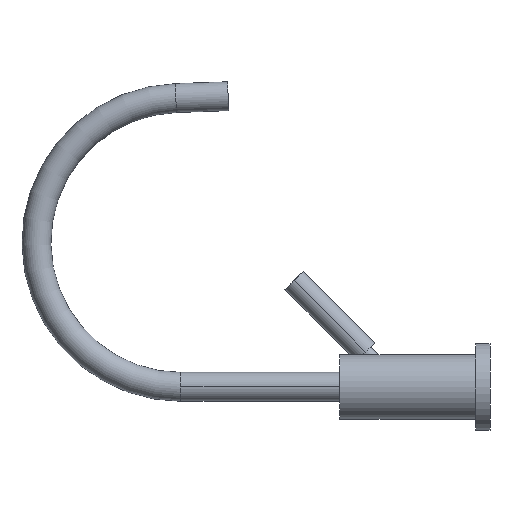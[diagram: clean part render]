
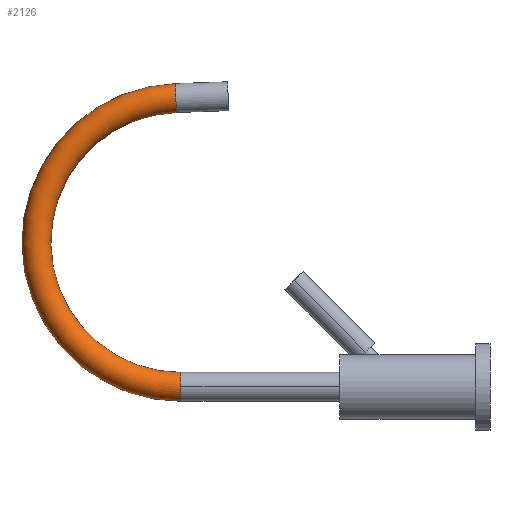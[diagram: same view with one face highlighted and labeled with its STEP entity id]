
A CAD part, left-side view. The second image highlights one B-rep face of the part: STEP entity #2126.
In plain terms, the highlighted toroidal (fillet/blend) face has major radius 100 mm and minor radius 10 mm.
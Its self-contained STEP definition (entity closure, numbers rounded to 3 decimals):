
#13 = VERTEX_POINT ( 'NONE', #410 ) ;
#15 = CARTESIAN_POINT ( 'NONE',  ( 0., 110., 0. ) ) ;
#85 = DIRECTION ( 'NONE',  ( -1., 0., 0. ) ) ;
#276 = DIRECTION ( 'NONE',  ( 0., 0., 1. ) ) ;
#358 = CIRCLE ( 'NONE', #2389, 10. ) ;
#394 = DIRECTION ( 'NONE',  ( 0., 0., 1. ) ) ;
#406 = DIRECTION ( 'NONE',  ( -1., 0., 0. ) ) ;
#410 = CARTESIAN_POINT ( 'NONE',  ( 209.933, 113.839, 0. ) ) ;
#481 = VERTEX_POINT ( 'NONE', #2048 ) ;
#620 = DIRECTION ( 'NONE',  ( 0., 0., -1. ) ) ;
#734 = ORIENTED_EDGE ( 'NONE', *, *, #2374, .T. ) ;
#781 = CARTESIAN_POINT ( 'NONE',  ( 10., 110., 0. ) ) ;
#790 = AXIS2_PLACEMENT_3D ( 'NONE', #2260, #1149, #2485 ) ;
#833 = ORIENTED_EDGE ( 'NONE', *, *, #1825, .F. ) ;
#900 = DIRECTION ( 'NONE',  ( 0., 1., 0. ) ) ;
#908 = VERTEX_POINT ( 'NONE', #781 ) ;
#975 = DIRECTION ( 'NONE',  ( 0., 0., -1. ) ) ;
#985 = AXIS2_PLACEMENT_3D ( 'NONE', #1069, #620, #406 ) ;
#986 = AXIS2_PLACEMENT_3D ( 'NONE', #1306, #1125, #276 ) ;
#990 = FACE_OUTER_BOUND ( 'NONE', #1495, .T. ) ;
#1020 = ORIENTED_EDGE ( 'NONE', *, *, #1074, .F. ) ;
#1069 = CARTESIAN_POINT ( 'NONE',  ( 100., 110., 0. ) ) ;
#1074 = EDGE_CURVE ( 'NONE', #1843, #13, #1723, .T. ) ;
#1114 = ORIENTED_EDGE ( 'NONE', *, *, #2621, .T. ) ;
#1125 = DIRECTION ( 'NONE',  ( 0.035, -0.999, 0. ) ) ;
#1149 = DIRECTION ( 'NONE',  ( 0., 0., -1. ) ) ;
#1163 = AXIS2_PLACEMENT_3D ( 'NONE', #1691, #2373, #394 ) ;
#1276 = CARTESIAN_POINT ( 'NONE',  ( 189.945, 113.141, 0. ) ) ;
#1306 = CARTESIAN_POINT ( 'NONE',  ( 199.939, 113.49, 0. ) ) ;
#1490 = ORIENTED_EDGE ( 'NONE', *, *, #2094, .T. ) ;
#1495 = EDGE_LOOP ( 'NONE', ( #1020, #1490, #734, #1114, #833 ) ) ;
#1532 = CARTESIAN_POINT ( 'NONE',  ( -10., 110., 0. ) ) ;
#1691 = CARTESIAN_POINT ( 'NONE',  ( 0., 110., 0. ) ) ;
#1723 = CIRCLE ( 'NONE', #985, 110. ) ;
#1748 = AXIS2_PLACEMENT_3D ( 'NONE', #2313, #975, #85 ) ;
#1825 = EDGE_CURVE ( 'NONE', #13, #2388, #2737, .T. ) ;
#1843 = VERTEX_POINT ( 'NONE', #1532 ) ;
#1884 = CIRCLE ( 'NONE', #790, 90. ) ;
#2048 = CARTESIAN_POINT ( 'NONE',  ( 0., 110., 10. ) ) ;
#2094 = EDGE_CURVE ( 'NONE', #1843, #481, #358, .T. ) ;
#2126 = ADVANCED_FACE ( 'NONE', ( #990 ), #2618, .T. ) ;
#2260 = CARTESIAN_POINT ( 'NONE',  ( 100., 110., 0. ) ) ;
#2313 = CARTESIAN_POINT ( 'NONE',  ( 100., 110., 0. ) ) ;
#2373 = DIRECTION ( 'NONE',  ( 0., 1., 0. ) ) ;
#2374 = EDGE_CURVE ( 'NONE', #481, #908, #2731, .T. ) ;
#2388 = VERTEX_POINT ( 'NONE', #1276 ) ;
#2389 = AXIS2_PLACEMENT_3D ( 'NONE', #15, #900, #2438 ) ;
#2438 = DIRECTION ( 'NONE',  ( 0., 0., 1. ) ) ;
#2485 = DIRECTION ( 'NONE',  ( -1., 0., 0. ) ) ;
#2618 = TOROIDAL_SURFACE ( 'NONE', #1748, 100., 10. ) ;
#2621 = EDGE_CURVE ( 'NONE', #908, #2388, #1884, .T. ) ;
#2731 = CIRCLE ( 'NONE', #1163, 10. ) ;
#2737 = CIRCLE ( 'NONE', #986, 10. ) ;
